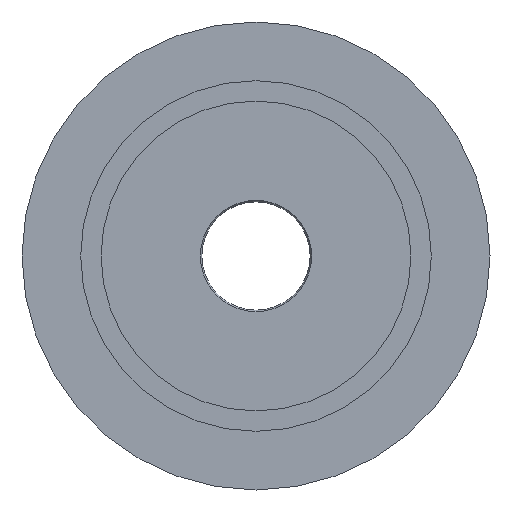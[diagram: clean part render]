
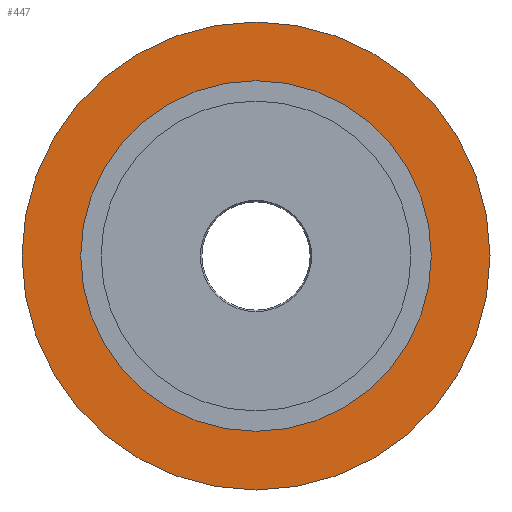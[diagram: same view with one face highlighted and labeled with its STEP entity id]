
A CAD part, front view. The second image highlights one B-rep face of the part: STEP entity #447.
In plain terms, the highlighted planar face has unit normal (0, -1, 0).
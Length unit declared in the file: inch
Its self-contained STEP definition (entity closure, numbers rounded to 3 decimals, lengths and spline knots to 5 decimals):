
#24=PLANE('',#523);
#50=FACE_BOUND('',#138,.T.);
#87=FACE_OUTER_BOUND('',#137,.T.);
#137=EDGE_LOOP('',(#330));
#138=EDGE_LOOP('',(#331));
#199=CIRCLE('',#522,1.0825);
#200=CIRCLE('',#524,0.811);
#238=VERTEX_POINT('',#767);
#239=VERTEX_POINT('',#770);
#277=EDGE_CURVE('',#238,#238,#199,.T.);
#278=EDGE_CURVE('',#239,#239,#200,.T.);
#330=ORIENTED_EDGE('',*,*,#277,.F.);
#331=ORIENTED_EDGE('',*,*,#278,.T.);
#447=ADVANCED_FACE('',(#87,#50),#24,.T.);
#522=AXIS2_PLACEMENT_3D('',#768,#627,#628);
#523=AXIS2_PLACEMENT_3D('',#769,#629,#630);
#524=AXIS2_PLACEMENT_3D('',#771,#631,#632);
#627=DIRECTION('center_axis',(0.,1.,0.));
#628=DIRECTION('ref_axis',(-1.,0.,0.));
#629=DIRECTION('center_axis',(0.,-1.,0.));
#630=DIRECTION('ref_axis',(0.,0.,-1.));
#631=DIRECTION('center_axis',(0.,1.,0.));
#632=DIRECTION('ref_axis',(-1.,0.,0.));
#767=CARTESIAN_POINT('',(-1.0825,0.,0.));
#768=CARTESIAN_POINT('Origin',(0.,0.,0.));
#769=CARTESIAN_POINT('Origin',(-0.54125,0.,0.));
#770=CARTESIAN_POINT('',(-0.811,0.,0.));
#771=CARTESIAN_POINT('Origin',(0.,0.,0.));
